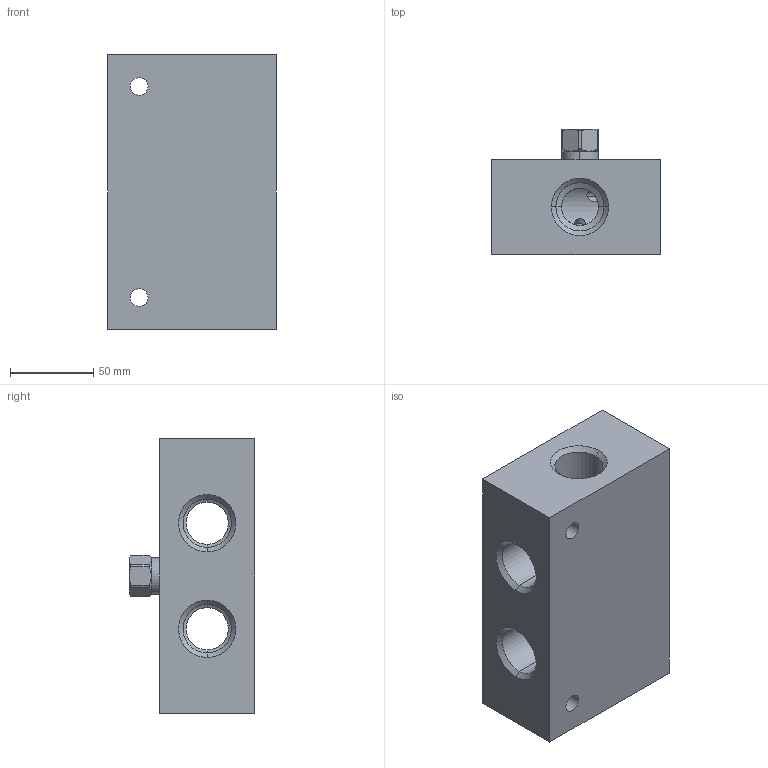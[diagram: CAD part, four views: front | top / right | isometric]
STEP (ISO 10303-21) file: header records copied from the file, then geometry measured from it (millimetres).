
FILE_DESCRIPTION((''),'2;1');
FILE_NAME('YKE_ASM','2020-04-22T',('ProEService'),(''),'PRO/ENGINEER BY PARAMETRIC TECHNOLOGY CORPORATION, 2014200','PRO/ENGINEER BY PARAMETRIC TECHNOLOGY CORPORATION, 2014200','');
FILE_SCHEMA(('CONFIG_CONTROL_DESIGN'));
Length unit declared in the file: inch
Products named in the file (3): 150-653-002; CSAAEXN; YKE_ASM
Assembly tree (2 placements, depth 2):
  YKE_ASM
    150-653-002
    CSAAEXN
Bounding box: 101.6 x 75.41 x 165.1 mm (x, y, z)
Volume: 724974.2 mm3; surface area: 100802.8 mm2
Topology: 3 solids, 5 shells, 293 faces, 922 edges, 749 vertices
Faces by surface type: cylinder 134, cone 77, plane 42, torus 34, revolution 6
Entity records: 11964 total; most frequent: CARTESIAN_POINT 3800, DIRECTION 1768, ORIENTED_EDGE 1352, EDGE_CURVE 676, AXIS2_PLACEMENT_3D 646, VECTOR 470, LINE 470, VERTEX_POINT 407
